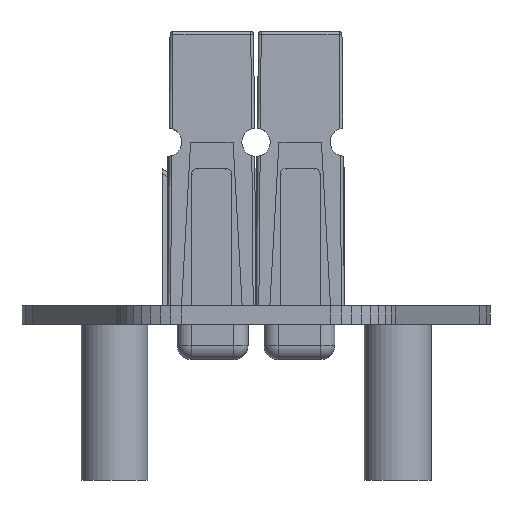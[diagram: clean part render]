
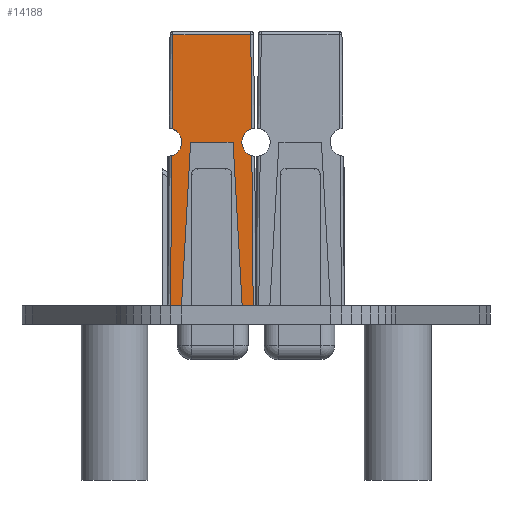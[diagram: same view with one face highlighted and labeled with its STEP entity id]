
A CAD part, left-side view. The second image highlights one B-rep face of the part: STEP entity #14188.
In plain terms, the highlighted face is planar.
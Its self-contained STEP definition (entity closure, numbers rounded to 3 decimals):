
#1682 = CARTESIAN_POINT ( 'NONE',  ( -3.028, -3.698, -8.19 ) ) ;
#1856 = VERTEX_POINT ( 'NONE', #18717 ) ;
#2531 = DIRECTION ( 'NONE',  ( 0.009, 1., 0.009 ) ) ;
#2656 = CARTESIAN_POINT ( 'NONE',  ( -2.692, -2.666, -8.181 ) ) ;
#2670 = CARTESIAN_POINT ( 'NONE',  ( -2.692, -2.666, -8.181 ) ) ;
#2706 = EDGE_CURVE ( 'NONE', #19582, #20636, #4367, .T. ) ;
#2743 = CARTESIAN_POINT ( 'NONE',  ( -2.692, -2.087, -8.176 ) ) ;
#2758 = CARTESIAN_POINT ( 'NONE',  ( -3.037, -1.621, -8.172 ) ) ;
#2796 = CARTESIAN_POINT ( 'NONE',  ( -3.591, -1.452, -8.17 ) ) ;
#2992 = FACE_OUTER_BOUND ( 'NONE', #7880, .T. ) ;
#3109 = CARTESIAN_POINT ( 'NONE',  ( 2.718, 12.015, -8.053 ) ) ;
#3343 = ORIENTED_EDGE ( 'NONE', *, *, #14800, .T. ) ;
#3473 = VECTOR ( 'NONE', #23045, 1000. ) ;
#3489 = DIRECTION ( 'NONE',  ( 0., -1., -0.009 ) ) ;
#3500 = VECTOR ( 'NONE', #4264, 1000. ) ;
#3540 = VERTEX_POINT ( 'NONE', #11829 ) ;
#3742 = DIRECTION ( 'NONE',  ( -1., 0., 0. ) ) ;
#3844 = CARTESIAN_POINT ( 'NONE',  ( 3.962, -2.666, -8.181 ) ) ;
#3886 = LINE ( 'NONE', #3844, #8845 ) ;
#4264 = DIRECTION ( 'NONE',  ( 0.009, 1., 0.009 ) ) ;
#4319 = CARTESIAN_POINT ( 'NONE',  ( 3.591, -1.452, -8.17 ) ) ;
#4367 = LINE ( 'NONE', #4319, #3500 ) ;
#4648 = VECTOR ( 'NONE', #19935, 1000. ) ;
#4836 =( BOUNDED_CURVE ( )  B_SPLINE_CURVE ( 3, ( #13375, #22979, #1682, #11118 ),
 .UNSPECIFIED., .F., .F. ) 
 B_SPLINE_CURVE_WITH_KNOTS ( ( 4, 4 ),
 ( 1.571, 2.827 ),
 .UNSPECIFIED. ) 
 CURVE ( )  GEOMETRIC_REPRESENTATION_ITEM ( )  RATIONAL_B_SPLINE_CURVE ( ( 1., 0.873, 0.873, 1. ) ) 
 REPRESENTATION_ITEM ( '' )  );
#4884 = CARTESIAN_POINT ( 'NONE',  ( 3.591, -1.452, -8.17 ) ) ;
#5232 = ORIENTED_EDGE ( 'NONE', *, *, #12480, .T. ) ;
#5924 = EDGE_CURVE ( 'NONE', #3540, #26141, #9887, .T. ) ;
#6148 = VECTOR ( 'NONE', #25209, 1000. ) ;
#7012 = CARTESIAN_POINT ( 'NONE',  ( 3.57, -3.874, -8.191 ) ) ;
#7229 = CARTESIAN_POINT ( 'NONE',  ( 3.57, -3.874, -8.191 ) ) ;
#7442 = VECTOR ( 'NONE', #27522, 1000. ) ;
#7500 = DIRECTION ( 'NONE',  ( 0.009, -1., -0.009 ) ) ;
#7880 = EDGE_LOOP ( 'NONE', ( #17973, #14793, #18608, #20030, #20261, #5232, #17109, #18610, #18175, #3343, #19314, #25065, #29730 ) ) ;
#8177 = EDGE_CURVE ( 'NONE', #21696, #19155, #19943, .T. ) ;
#8445 = VECTOR ( 'NONE', #2531, 1000. ) ;
#8640 = EDGE_CURVE ( 'NONE', #3540, #19883, #16443, .T. ) ;
#8845 = VECTOR ( 'NONE', #3742, 1000. ) ;
#9645 = VERTEX_POINT ( 'NONE', #7012 ) ;
#9849 = DIRECTION ( 'NONE',  ( 1., 0., 0. ) ) ;
#9856 = CARTESIAN_POINT ( 'NONE',  ( 3.962, 12.015, -8.053 ) ) ;
#9887 = LINE ( 'NONE', #9856, #28444 ) ;
#10293 = EDGE_CURVE ( 'NONE', #26340, #28546, #27598, .T. ) ;
#10701 = DIRECTION ( 'NONE',  ( 0., -0.009, 1. ) ) ;
#11118 = CARTESIAN_POINT ( 'NONE',  ( -3.57, -3.874, -8.191 ) ) ;
#11178 = AXIS2_PLACEMENT_3D ( 'NONE', #20300, #10701, #3489 ) ;
#11474 = CARTESIAN_POINT ( 'NONE',  ( 3.591, -1.452, -8.17 ) ) ;
#11789 = CARTESIAN_POINT ( 'NONE',  ( -1.905, -2.666, -8.181 ) ) ;
#11829 = CARTESIAN_POINT ( 'NONE',  ( -3.708, 12.015, -8.053 ) ) ;
#12480 = EDGE_CURVE ( 'NONE', #19883, #24625, #29833, .T. ) ;
#12642 = CARTESIAN_POINT ( 'NONE',  ( 3.496, -12.32, -8.265 ) ) ;
#13375 = CARTESIAN_POINT ( 'NONE',  ( -2.692, -2.666, -8.181 ) ) ;
#14188 = ADVANCED_FACE ( 'NONE', ( #2992 ), #24752, .T. ) ;
#14471 = CARTESIAN_POINT ( 'NONE',  ( -2.718, 12.015, -8.053 ) ) ;
#14793 = ORIENTED_EDGE ( 'NONE', *, *, #21664, .T. ) ;
#14800 = EDGE_CURVE ( 'NONE', #28546, #9645, #26440, .T. ) ;
#15129 = EDGE_CURVE ( 'NONE', #1856, #26141, #16298, .T. ) ;
#16298 = LINE ( 'NONE', #11789, #6148 ) ;
#16406 = DIRECTION ( 'NONE',  ( 0.009, -1., -0.009 ) ) ;
#16439 = CARTESIAN_POINT ( 'NONE',  ( -3.708, 12.015, -8.053 ) ) ;
#16443 = LINE ( 'NONE', #16439, #26000 ) ;
#16563 = CARTESIAN_POINT ( 'NONE',  ( 2.132, -3.406, -8.187 ) ) ;
#17109 = ORIENTED_EDGE ( 'NONE', *, *, #28688, .T. ) ;
#17657 = CARTESIAN_POINT ( 'NONE',  ( 3.496, -12.32, -8.265 ) ) ;
#17973 = ORIENTED_EDGE ( 'NONE', *, *, #8177, .T. ) ;
#18175 = ORIENTED_EDGE ( 'NONE', *, *, #10293, .T. ) ;
#18608 = ORIENTED_EDGE ( 'NONE', *, *, #15129, .T. ) ;
#18610 = ORIENTED_EDGE ( 'NONE', *, *, #30416, .T. ) ;
#18653 = LINE ( 'NONE', #21722, #3473 ) ;
#18717 = CARTESIAN_POINT ( 'NONE',  ( -1.905, -2.666, -8.181 ) ) ;
#19155 = VERTEX_POINT ( 'NONE', #26475 ) ;
#19235 = LINE ( 'NONE', #28615, #26887 ) ;
#19314 = ORIENTED_EDGE ( 'NONE', *, *, #27469, .T. ) ;
#19582 = VERTEX_POINT ( 'NONE', #11474 ) ;
#19883 = VERTEX_POINT ( 'NONE', #29481 ) ;
#19935 = DIRECTION ( 'NONE',  ( -0.055, -0.998, -0.009 ) ) ;
#19938 = CARTESIAN_POINT ( 'NONE',  ( 2.718, 12.015, -8.053 ) ) ;
#19943 = LINE ( 'NONE', #19938, #4648 ) ;
#20030 = ORIENTED_EDGE ( 'NONE', *, *, #5924, .F. ) ;
#20261 = ORIENTED_EDGE ( 'NONE', *, *, #8640, .T. ) ;
#20300 = CARTESIAN_POINT ( 'NONE',  ( 3.962, 12.015, -8.053 ) ) ;
#20636 = VERTEX_POINT ( 'NONE', #27879 ) ;
#21664 = EDGE_CURVE ( 'NONE', #19155, #1856, #3886, .T. ) ;
#21696 = VERTEX_POINT ( 'NONE', #3109 ) ;
#21722 = CARTESIAN_POINT ( 'NONE',  ( 3.962, 12.015, -8.053 ) ) ;
#21908 = EDGE_CURVE ( 'NONE', #21696, #20636, #18653, .T. ) ;
#22979 = CARTESIAN_POINT ( 'NONE',  ( -2.692, -3.236, -8.186 ) ) ;
#23045 = DIRECTION ( 'NONE',  ( 1., 0., 0. ) ) ;
#24625 = VERTEX_POINT ( 'NONE', #2656 ) ;
#24752 = PLANE ( 'NONE',  #11178 ) ;
#24778 = VERTEX_POINT ( 'NONE', #29518 ) ;
#25065 = ORIENTED_EDGE ( 'NONE', *, *, #2706, .T. ) ;
#25209 = DIRECTION ( 'NONE',  ( -0.055, 0.998, 0.009 ) ) ;
#26000 = VECTOR ( 'NONE', #16406, 1000. ) ;
#26032 = CARTESIAN_POINT ( 'NONE',  ( 2.145, -1.894, -8.174 ) ) ;
#26141 = VERTEX_POINT ( 'NONE', #14471 ) ;
#26340 = VERTEX_POINT ( 'NONE', #29584 ) ;
#26440 = LINE ( 'NONE', #12642, #8445 ) ;
#26475 = CARTESIAN_POINT ( 'NONE',  ( 1.905, -2.666, -8.181 ) ) ;
#26887 = VECTOR ( 'NONE', #7500, 1000. ) ;
#27469 = EDGE_CURVE ( 'NONE', #9645, #19582, #29066, .T. ) ;
#27522 = DIRECTION ( 'NONE',  ( 1., 0., 0. ) ) ;
#27564 = CARTESIAN_POINT ( 'NONE',  ( 3.962, -12.32, -8.265 ) ) ;
#27598 = LINE ( 'NONE', #27564, #7442 ) ;
#27879 = CARTESIAN_POINT ( 'NONE',  ( 3.708, 12.015, -8.053 ) ) ;
#28444 = VECTOR ( 'NONE', #9849, 1000. ) ;
#28546 = VERTEX_POINT ( 'NONE', #17657 ) ;
#28615 = CARTESIAN_POINT ( 'NONE',  ( -3.57, -3.874, -8.191 ) ) ;
#28688 = EDGE_CURVE ( 'NONE', #24625, #24778, #4836, .T. ) ;
#29066 =( BOUNDED_CURVE ( )  B_SPLINE_CURVE ( 3, ( #7229, #16563, #26032, #4884 ),
 .UNSPECIFIED., .F., .T. ) 
 B_SPLINE_CURVE_WITH_KNOTS ( ( 4, 4 ),
 ( 3.456, 5.986 ),
 .UNSPECIFIED. ) 
 CURVE ( )  GEOMETRIC_REPRESENTATION_ITEM ( )  RATIONAL_B_SPLINE_CURVE ( ( 1., 0.534, 0.534, 1. ) ) 
 REPRESENTATION_ITEM ( '' )  );
#29481 = CARTESIAN_POINT ( 'NONE',  ( -3.591, -1.452, -8.17 ) ) ;
#29518 = CARTESIAN_POINT ( 'NONE',  ( -3.57, -3.874, -8.191 ) ) ;
#29584 = CARTESIAN_POINT ( 'NONE',  ( -3.496, -12.32, -8.265 ) ) ;
#29730 = ORIENTED_EDGE ( 'NONE', *, *, #21908, .F. ) ;
#29833 =( BOUNDED_CURVE ( )  B_SPLINE_CURVE ( 3, ( #2796, #2758, #2743, #2670 ),
 .UNSPECIFIED., .F., .F. ) 
 B_SPLINE_CURVE_WITH_KNOTS ( ( 4, 4 ),
 ( 0.297, 1.571 ),
 .UNSPECIFIED. ) 
 CURVE ( )  GEOMETRIC_REPRESENTATION_ITEM ( )  RATIONAL_B_SPLINE_CURVE ( ( 1., 0.869, 0.869, 1. ) ) 
 REPRESENTATION_ITEM ( '' )  );
#30416 = EDGE_CURVE ( 'NONE', #24778, #26340, #19235, .T. ) ;
